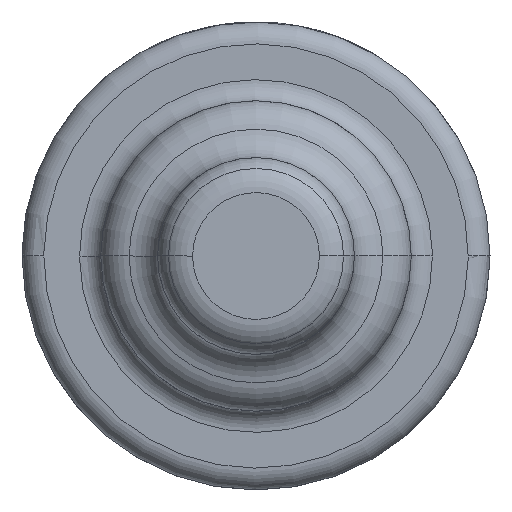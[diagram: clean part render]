
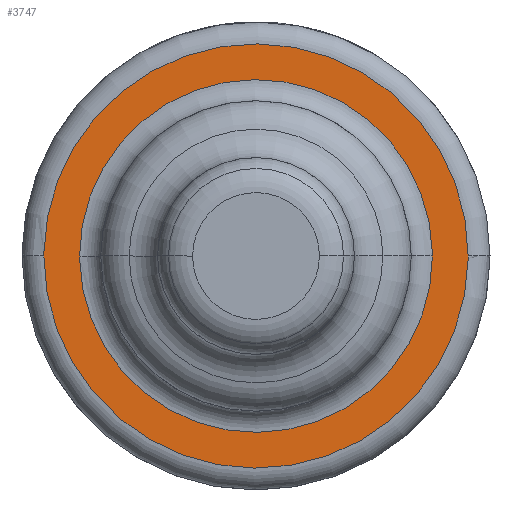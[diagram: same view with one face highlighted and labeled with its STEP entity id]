
A CAD part, front view. The second image highlights one B-rep face of the part: STEP entity #3747.
In plain terms, the highlighted planar face has unit normal (0, -1, 0).
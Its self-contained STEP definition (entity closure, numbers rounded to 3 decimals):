
#1895=CARTESIAN_POINT('',(0.,-4.509,0.));
#1896=DIRECTION('',(0.,1.,0.));
#1897=DIRECTION('',(1.,0.,0.));
#1898=AXIS2_PLACEMENT_3D('',#1895,#1896,#1897);
#1903=CARTESIAN_POINT('',(0.,-4.509,0.));
#1904=DIRECTION('',(0.,1.,0.));
#1905=DIRECTION('',(1.,0.,-0.015));
#1906=AXIS2_PLACEMENT_3D('',#1903,#1904,#1905);
#1911=CARTESIAN_POINT('',(0.,-4.509,0.));
#1912=DIRECTION('',(0.,1.,0.));
#1913=DIRECTION('',(-1.,0.,0.));
#1914=AXIS2_PLACEMENT_3D('',#1911,#1912,#1913);
#1919=CARTESIAN_POINT('',(0.,-4.509,0.));
#1920=DIRECTION('',(0.,1.,0.));
#1921=DIRECTION('',(-1.,0.,0.015));
#1922=AXIS2_PLACEMENT_3D('',#1919,#1920,#1921);
#1927=CARTESIAN_POINT('',(0.,-4.509,0.));
#1928=DIRECTION('',(0.,-1.,0.));
#1929=DIRECTION('',(-1.,0.,0.));
#1930=AXIS2_PLACEMENT_3D('',#1927,#1928,#1929);
#1935=CARTESIAN_POINT('',(0.,-4.509,0.));
#1936=DIRECTION('',(0.,-1.,0.));
#1937=DIRECTION('',(-1.,0.,-0.017));
#1938=AXIS2_PLACEMENT_3D('',#1935,#1936,#1937);
#1943=CARTESIAN_POINT('',(0.,-4.509,0.));
#1944=DIRECTION('',(0.,-1.,0.));
#1945=DIRECTION('',(1.,0.,0.));
#1946=AXIS2_PLACEMENT_3D('',#1943,#1944,#1945);
#1951=CARTESIAN_POINT('',(0.,-4.509,0.));
#1952=DIRECTION('',(0.,-1.,0.));
#1953=DIRECTION('',(1.,0.,0.017));
#1954=AXIS2_PLACEMENT_3D('',#1951,#1952,#1953);
#3324=CARTESIAN_POINT('',(-4.849,-4.509,
0.071));
#3325=CARTESIAN_POINT('',(4.85,-4.509,0.));
#3326=VERTEX_POINT('',#3324);
#3327=VERTEX_POINT('',#3325);
#3328=CARTESIAN_POINT('',(-4.85,-4.509,0.));
#3329=VERTEX_POINT('',#3328);
#3330=CARTESIAN_POINT('',(4.849,-4.509,
-0.071));
#3331=VERTEX_POINT('',#3330);
#3332=CARTESIAN_POINT('',(-4.033,-4.509,0.));
#3333=CARTESIAN_POINT('',(-4.032,-4.509,
-0.07));
#3334=VERTEX_POINT('',#3332);
#3335=VERTEX_POINT('',#3333);
#3336=CARTESIAN_POINT('',(4.033,-4.509,0.));
#3337=VERTEX_POINT('',#3336);
#3338=CARTESIAN_POINT('',(4.032,-4.509,
0.07));
#3339=VERTEX_POINT('',#3338);
#3724=CARTESIAN_POINT('',(0.,-4.509,0.));
#3725=DIRECTION('',(0.,1.,0.));
#3726=DIRECTION('',(1.,0.,0.));
#3727=AXIS2_PLACEMENT_3D('',#3724,#3725,#3726);
#3728=PLANE('',#3727);
#3730=ORIENTED_EDGE('',*,*,#3729,.T.);
#3732=ORIENTED_EDGE('',*,*,#3731,.T.);
#3733=ORIENTED_EDGE('',*,*,#3713,.T.);
#3734=ORIENTED_EDGE('',*,*,#3711,.T.);
#3735=EDGE_LOOP('',(#3730,#3732,#3733,#3734));
#3736=FACE_OUTER_BOUND('',#3735,.F.);
#3738=ORIENTED_EDGE('',*,*,#3737,.T.);
#3740=ORIENTED_EDGE('',*,*,#3739,.T.);
#3742=ORIENTED_EDGE('',*,*,#3741,.T.);
#3744=ORIENTED_EDGE('',*,*,#3743,.T.);
#3745=EDGE_LOOP('',(#3738,#3740,#3742,#3744));
#3746=FACE_BOUND('',#3745,.F.);
#1899=CIRCLE('',#1898,4.85);
#1907=CIRCLE('',#1906,4.85);
#1915=CIRCLE('',#1914,4.85);
#1923=CIRCLE('',#1922,4.85);
#1931=CIRCLE('',#1930,4.033);
#1939=CIRCLE('',#1938,4.033);
#1947=CIRCLE('',#1946,4.033);
#1955=CIRCLE('',#1954,4.033);
#3711=EDGE_CURVE('',#3326,#3327,#1923,.T.);
#3713=EDGE_CURVE('',#3329,#3326,#1915,.T.);
#3729=EDGE_CURVE('',#3327,#3331,#1899,.T.);
#3731=EDGE_CURVE('',#3331,#3329,#1907,.T.);
#3737=EDGE_CURVE('',#3334,#3335,#1931,.T.);
#3739=EDGE_CURVE('',#3335,#3337,#1939,.T.);
#3741=EDGE_CURVE('',#3337,#3339,#1947,.T.);
#3743=EDGE_CURVE('',#3339,#3334,#1955,.T.);
#3747=ADVANCED_FACE('',(#3736,#3746),#3728,.F.);
